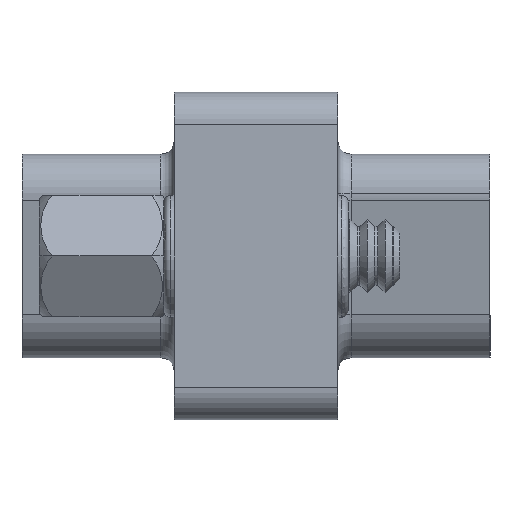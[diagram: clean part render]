
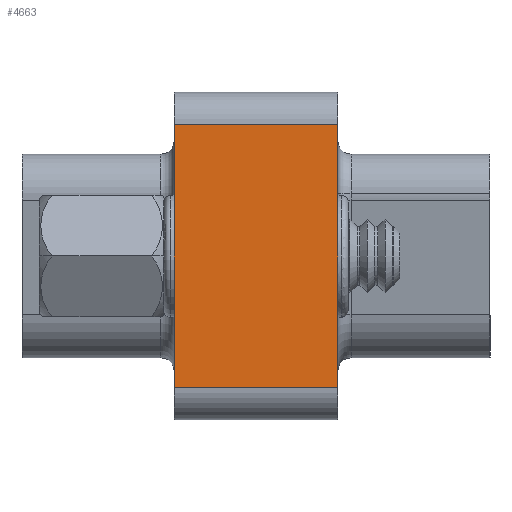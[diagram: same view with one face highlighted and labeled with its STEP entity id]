
A CAD part, left-side view. The second image highlights one B-rep face of the part: STEP entity #4663.
In plain terms, the highlighted planar face has unit normal (-1, 0, 0).
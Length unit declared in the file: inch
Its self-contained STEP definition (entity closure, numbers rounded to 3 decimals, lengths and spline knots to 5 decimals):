
#4663 = ADVANCED_FACE ( 'NONE', ( #6092 ), #6086, .F. ) ;
#4664 = ORIENTED_EDGE ( 'NONE', *, *, #4665, .T. ) ;
#4665 = EDGE_CURVE ( 'NONE', #4666, #4667, #6080, .T. ) ;
#4666 = VERTEX_POINT ( 'NONE', #6128 ) ;
#4667 = VERTEX_POINT ( 'NONE', #6127 ) ;
#4668 = ORIENTED_EDGE ( 'NONE', *, *, #4669, .T. ) ;
#4669 = EDGE_CURVE ( 'NONE', #4667, #13242, #6126, .T. ) ;
#4670 = ORIENTED_EDGE ( 'NONE', *, *, #13333, .F. ) ;
#4671 = ORIENTED_EDGE ( 'NONE', *, *, #4672, .T. ) ;
#4672 = EDGE_CURVE ( 'NONE', #13331, #4666, #6122, .T. ) ;
#4716 = EDGE_LOOP ( 'NONE', ( #4664, #4668, #4670, #4671 ) ) ;
#6077 = DIRECTION ( 'NONE',  ( 0., 0., 1. ) ) ;
#6078 = VECTOR ( 'NONE', #6077, 39.37008 ) ;
#6079 = CARTESIAN_POINT ( 'NONE',  ( -0.625, -0.125, 0.25 ) ) ;
#6080 = LINE ( 'NONE', #6079, #6078 ) ;
#6082 = DIRECTION ( 'NONE',  ( 0., 0., -1. ) ) ;
#6083 = DIRECTION ( 'NONE',  ( 1., 0., 0. ) ) ;
#6084 = CARTESIAN_POINT ( 'NONE',  ( -0.625, 0.125, 0.25 ) ) ;
#6085 = AXIS2_PLACEMENT_3D ( 'NONE', #6084, #6083, #6082 ) ;
#6086 = PLANE ( 'NONE',  #6085 ) ;
#6092 = FACE_OUTER_BOUND ( 'NONE', #4716, .T. ) ;
#6119 = DIRECTION ( 'NONE',  ( 0., -1., 0. ) ) ;
#6120 = VECTOR ( 'NONE', #6119, 39.37008 ) ;
#6121 = CARTESIAN_POINT ( 'NONE',  ( -0.625, 0.125, -0.2 ) ) ;
#6122 = LINE ( 'NONE', #6121, #6120 ) ;
#6123 = DIRECTION ( 'NONE',  ( 0., 1., 0. ) ) ;
#6124 = VECTOR ( 'NONE', #6123, 39.37008 ) ;
#6125 = CARTESIAN_POINT ( 'NONE',  ( -0.625, 0.125, 0.2 ) ) ;
#6126 = LINE ( 'NONE', #6125, #6124 ) ;
#6127 = CARTESIAN_POINT ( 'NONE',  ( -0.625, -0.125, 0.2 ) ) ;
#6128 = CARTESIAN_POINT ( 'NONE',  ( -0.625, -0.125, -0.2 ) ) ;
#13242 = VERTEX_POINT ( 'NONE', #29118 ) ;
#13331 = VERTEX_POINT ( 'NONE', #29270 ) ;
#13333 = EDGE_CURVE ( 'NONE', #13331, #13242, #29269, .T. ) ;
#29118 = CARTESIAN_POINT ( 'NONE',  ( -0.625, 0.125, 0.2 ) ) ;
#29266 = DIRECTION ( 'NONE',  ( 0., 0., 1. ) ) ;
#29267 = VECTOR ( 'NONE', #29266, 39.37008 ) ;
#29268 = CARTESIAN_POINT ( 'NONE',  ( -0.625, 0.125, 0.25 ) ) ;
#29269 = LINE ( 'NONE', #29268, #29267 ) ;
#29270 = CARTESIAN_POINT ( 'NONE',  ( -0.625, 0.125, -0.2 ) ) ;
